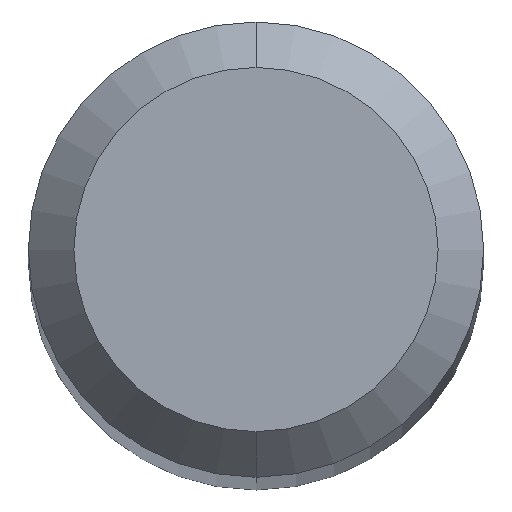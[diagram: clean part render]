
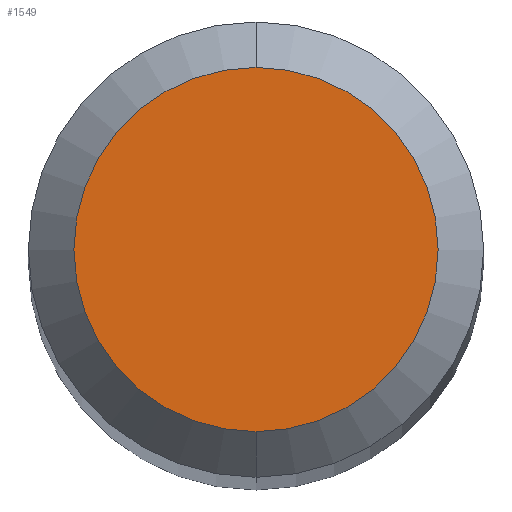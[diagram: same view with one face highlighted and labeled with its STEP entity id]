
A CAD part, top view. The second image highlights one B-rep face of the part: STEP entity #1549.
In plain terms, the highlighted planar face has unit normal (0, 0, 1).
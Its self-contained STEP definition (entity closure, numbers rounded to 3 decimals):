
#1081=VERTEX_POINT('',#2555);
#1183=VERTEX_POINT('',#2662);
#1531=EDGE_CURVE('',#1081,#1183,#3039,.T.);
#1549=ADVANCED_FACE('',(#3057),#3058,.T.);
#1899=EDGE_CURVE('',#1183,#1081,#3436,.T.);
#2555=CARTESIAN_POINT('',(0.0,1.2,0.0));
#2662=CARTESIAN_POINT('',(0.,-1.2,0.0));
#3039=CIRCLE('',#7224,1.2);
#3057=FACE_OUTER_BOUND('',#7247,.T.);
#3058=PLANE('',#7248);
#3436=CIRCLE('',#8864,1.2);
#7224=AXIS2_PLACEMENT_3D('',#11652,#11653,#11654);
#7247=EDGE_LOOP('',(#11666,#11667));
#7248=AXIS2_PLACEMENT_3D('',#11668,#11669,#11670);
#8864=AXIS2_PLACEMENT_3D('',#12023,#12024,#12025);
#11652=CARTESIAN_POINT('',(0.0,0.0,0.0));
#11653=DIRECTION('',(0.0,0.0,-1.0));
#11654=DIRECTION('',(0.0,1.0,0.0));
#11666=ORIENTED_EDGE('',*,*,#1531,.F.);
#11667=ORIENTED_EDGE('',*,*,#1899,.F.);
#11668=CARTESIAN_POINT('',(0.0,0.6,0.0));
#11669=DIRECTION('',(-0.0,0.0,1.0));
#11670=DIRECTION('',(0.0,-1.0,0.0));
#12023=CARTESIAN_POINT('',(0.0,0.0,0.0));
#12024=DIRECTION('',(0.0,0.0,-1.0));
#12025=DIRECTION('',(0.0,1.0,0.0));
